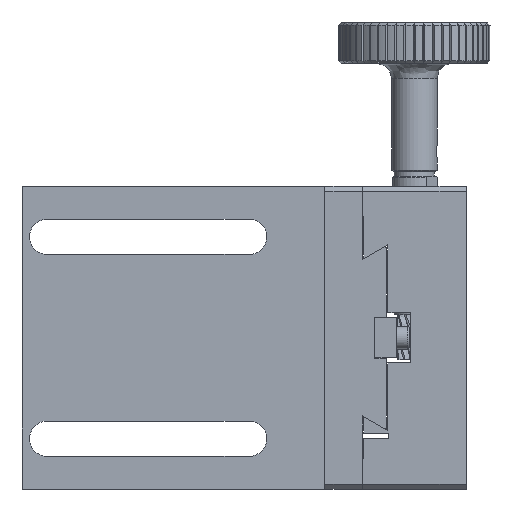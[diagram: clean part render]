
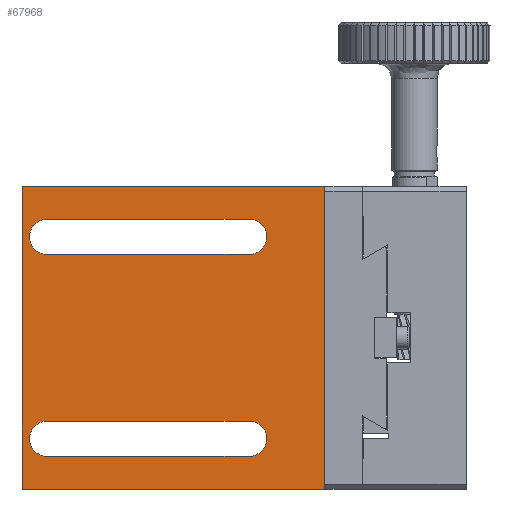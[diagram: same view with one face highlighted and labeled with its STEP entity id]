
A CAD part, front view. The second image highlights one B-rep face of the part: STEP entity #67968.
In plain terms, the highlighted planar face has unit normal (0, -1, 0).
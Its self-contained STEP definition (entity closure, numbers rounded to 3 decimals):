
#933 = CARTESIAN_POINT ( 'NONE',  ( 55.258, 60.247, 108.931 ) ) ;
#1843 = LINE ( 'NONE', #33494, #23467 ) ;
#2317 = VERTEX_POINT ( 'NONE', #38324 ) ;
#2708 = ORIENTED_EDGE ( 'NONE', *, *, #78212, .F. ) ;
#3375 = CARTESIAN_POINT ( 'NONE',  ( 55.258, 60.247, 48.931 ) ) ;
#7377 = CARTESIAN_POINT ( 'NONE',  ( -4.742, 60.247, 48.931 ) ) ;
#8373 = LINE ( 'NONE', #47771, #23731 ) ;
#8568 = CIRCLE ( 'NONE', #69844, 3.5 ) ;
#10055 = VECTOR ( 'NONE', #62583, 1000. ) ;
#10080 = EDGE_CURVE ( 'NONE', #81393, #96027, #102095, .T. ) ;
#10625 = ORIENTED_EDGE ( 'NONE', *, *, #68741, .F. ) ;
#12108 = LINE ( 'NONE', #42186, #46837 ) ;
#12540 = FACE_OUTER_BOUND ( 'NONE', #81035, .T. ) ;
#13871 = DIRECTION ( 'NONE',  ( 1., 0., 0. ) ) ;
#14012 = DIRECTION ( 'NONE',  ( 0., -1., 0. ) ) ;
#14230 = CARTESIAN_POINT ( 'NONE',  ( 40.258, 60.247, 95.431 ) ) ;
#14422 = CARTESIAN_POINT ( 'NONE',  ( 55.258, 60.247, 108.931 ) ) ;
#15078 = DIRECTION ( 'NONE',  ( 0., 0., 1. ) ) ;
#15528 = CARTESIAN_POINT ( 'NONE',  ( 40.258, 60.247, 58.931 ) ) ;
#19788 = DIRECTION ( 'NONE',  ( 0., 1., 0. ) ) ;
#20114 = LINE ( 'NONE', #34134, #25517 ) ;
#20138 = VECTOR ( 'NONE', #13871, 1000. ) ;
#20971 = VERTEX_POINT ( 'NONE', #14230 ) ;
#22299 = CARTESIAN_POINT ( 'NONE',  ( 40.258, 60.247, 55.431 ) ) ;
#23467 = VECTOR ( 'NONE', #41780, 1000. ) ;
#23731 = VECTOR ( 'NONE', #55028, 1000. ) ;
#23884 = ORIENTED_EDGE ( 'NONE', *, *, #71504, .F. ) ;
#24638 = ORIENTED_EDGE ( 'NONE', *, *, #32005, .F. ) ;
#25517 = VECTOR ( 'NONE', #74535, 1000. ) ;
#27575 = CARTESIAN_POINT ( 'NONE',  ( 25.258, 60.247, 78.931 ) ) ;
#28597 = PLANE ( 'NONE',  #34859 ) ;
#29762 = CIRCLE ( 'NONE', #49567, 3.5 ) ;
#32005 = EDGE_CURVE ( 'NONE', #34616, #70088, #84843, .T. ) ;
#32123 = CARTESIAN_POINT ( 'NONE',  ( 0.258, 60.247, 102.431 ) ) ;
#32793 = ORIENTED_EDGE ( 'NONE', *, *, #71765, .F. ) ;
#33494 = CARTESIAN_POINT ( 'NONE',  ( 25.258, 60.247, 62.431 ) ) ;
#34134 = CARTESIAN_POINT ( 'NONE',  ( 55.258, 60.247, 48.931 ) ) ;
#34616 = VERTEX_POINT ( 'NONE', #32123 ) ;
#34859 = AXIS2_PLACEMENT_3D ( 'NONE', #27575, #19788, #15078 ) ;
#35354 = FACE_BOUND ( 'NONE', #70421, .T. ) ;
#36982 = EDGE_CURVE ( 'NONE', #42004, #2317, #85417, .T. ) ;
#37142 = ORIENTED_EDGE ( 'NONE', *, *, #64103, .F. ) ;
#38324 = CARTESIAN_POINT ( 'NONE',  ( 55.258, 60.247, 108.931 ) ) ;
#41780 = DIRECTION ( 'NONE',  ( -1., 0., 0. ) ) ;
#42004 = VERTEX_POINT ( 'NONE', #3375 ) ;
#42186 = CARTESIAN_POINT ( 'NONE',  ( 25.258, 60.247, 102.431 ) ) ;
#43207 = DIRECTION ( 'NONE',  ( -1., 0., 0. ) ) ;
#44790 = EDGE_CURVE ( 'NONE', #102304, #91433, #8373, .T. ) ;
#45064 = VECTOR ( 'NONE', #95798, 1000. ) ;
#45964 = DIRECTION ( 'NONE',  ( 0., -1., 0. ) ) ;
#46837 = VECTOR ( 'NONE', #43207, 1000. ) ;
#47771 = CARTESIAN_POINT ( 'NONE',  ( -4.742, 60.247, 78.931 ) ) ;
#49567 = AXIS2_PLACEMENT_3D ( 'NONE', #51138, #67201, #74462 ) ;
#49655 = LINE ( 'NONE', #933, #45064 ) ;
#51138 = CARTESIAN_POINT ( 'NONE',  ( 40.258, 60.247, 98.931 ) ) ;
#51298 = ORIENTED_EDGE ( 'NONE', *, *, #44790, .F. ) ;
#55028 = DIRECTION ( 'NONE',  ( 0., 0., 1. ) ) ;
#55181 = CARTESIAN_POINT ( 'NONE',  ( 0.258, 60.247, 98.931 ) ) ;
#57427 = AXIS2_PLACEMENT_3D ( 'NONE', #65452, #45964, #88790 ) ;
#60040 = CARTESIAN_POINT ( 'NONE',  ( -4.742, 60.247, 108.931 ) ) ;
#62583 = DIRECTION ( 'NONE',  ( 1., 0., 0. ) ) ;
#64103 = EDGE_CURVE ( 'NONE', #20971, #65294, #29762, .T. ) ;
#64455 = ORIENTED_EDGE ( 'NONE', *, *, #36982, .T. ) ;
#65294 = VERTEX_POINT ( 'NONE', #74847 ) ;
#65452 = CARTESIAN_POINT ( 'NONE',  ( 0.258, 60.247, 58.931 ) ) ;
#66951 = FACE_BOUND ( 'NONE', #93490, .T. ) ;
#67201 = DIRECTION ( 'NONE',  ( 0., -1., 0. ) ) ;
#67968 = ADVANCED_FACE ( 'NONE', ( #12540, #35354, #66951 ), #28597, .F. ) ;
#68741 = EDGE_CURVE ( 'NONE', #96027, #90191, #69344, .T. ) ;
#69344 = LINE ( 'NONE', #100953, #10055 ) ;
#69844 = AXIS2_PLACEMENT_3D ( 'NONE', #15528, #14012, #101052 ) ;
#69974 = CARTESIAN_POINT ( 'NONE',  ( 0.258, 60.247, 62.431 ) ) ;
#70088 = VERTEX_POINT ( 'NONE', #93258 ) ;
#70421 = EDGE_LOOP ( 'NONE', ( #37142, #23884, #24638, #2708 ) ) ;
#71504 = EDGE_CURVE ( 'NONE', #70088, #20971, #84354, .T. ) ;
#71765 = EDGE_CURVE ( 'NONE', #75638, #81393, #1843, .T. ) ;
#74462 = DIRECTION ( 'NONE',  ( -1., 0., 0. ) ) ;
#74535 = DIRECTION ( 'NONE',  ( 1., 0., 0. ) ) ;
#74847 = CARTESIAN_POINT ( 'NONE',  ( 40.258, 60.247, 102.431 ) ) ;
#75066 = EDGE_CURVE ( 'NONE', #90191, #75638, #8568, .T. ) ;
#75638 = VERTEX_POINT ( 'NONE', #91745 ) ;
#77301 = EDGE_CURVE ( 'NONE', #2317, #91433, #49655, .T. ) ;
#78212 = EDGE_CURVE ( 'NONE', #65294, #34616, #12108, .T. ) ;
#79539 = DIRECTION ( 'NONE',  ( 0., -1., 0. ) ) ;
#81035 = EDGE_LOOP ( 'NONE', ( #89162, #51298, #82173, #64455 ) ) ;
#81393 = VERTEX_POINT ( 'NONE', #69974 ) ;
#82173 = ORIENTED_EDGE ( 'NONE', *, *, #92710, .T. ) ;
#83468 = ORIENTED_EDGE ( 'NONE', *, *, #10080, .F. ) ;
#84354 = LINE ( 'NONE', #93647, #20138 ) ;
#84843 = CIRCLE ( 'NONE', #96449, 3.5 ) ;
#85417 = LINE ( 'NONE', #14422, #86394 ) ;
#86166 = CARTESIAN_POINT ( 'NONE',  ( 0.258, 60.247, 55.431 ) ) ;
#86394 = VECTOR ( 'NONE', #93695, 1000. ) ;
#86812 = DIRECTION ( 'NONE',  ( -1., 0., 0. ) ) ;
#88790 = DIRECTION ( 'NONE',  ( -1., 0., 0. ) ) ;
#89162 = ORIENTED_EDGE ( 'NONE', *, *, #77301, .T. ) ;
#90191 = VERTEX_POINT ( 'NONE', #22299 ) ;
#91433 = VERTEX_POINT ( 'NONE', #60040 ) ;
#91745 = CARTESIAN_POINT ( 'NONE',  ( 40.258, 60.247, 62.431 ) ) ;
#92710 = EDGE_CURVE ( 'NONE', #102304, #42004, #20114, .T. ) ;
#93258 = CARTESIAN_POINT ( 'NONE',  ( 0.258, 60.247, 95.431 ) ) ;
#93490 = EDGE_LOOP ( 'NONE', ( #99090, #10625, #83468, #32793 ) ) ;
#93647 = CARTESIAN_POINT ( 'NONE',  ( 25.258, 60.247, 95.431 ) ) ;
#93695 = DIRECTION ( 'NONE',  ( 0., 0., 1. ) ) ;
#95798 = DIRECTION ( 'NONE',  ( -1., 0., 0. ) ) ;
#96027 = VERTEX_POINT ( 'NONE', #86166 ) ;
#96449 = AXIS2_PLACEMENT_3D ( 'NONE', #55181, #79539, #86812 ) ;
#99090 = ORIENTED_EDGE ( 'NONE', *, *, #75066, .F. ) ;
#100953 = CARTESIAN_POINT ( 'NONE',  ( 25.258, 60.247, 55.431 ) ) ;
#101052 = DIRECTION ( 'NONE',  ( -1., 0., 0. ) ) ;
#102095 = CIRCLE ( 'NONE', #57427, 3.5 ) ;
#102304 = VERTEX_POINT ( 'NONE', #7377 ) ;
